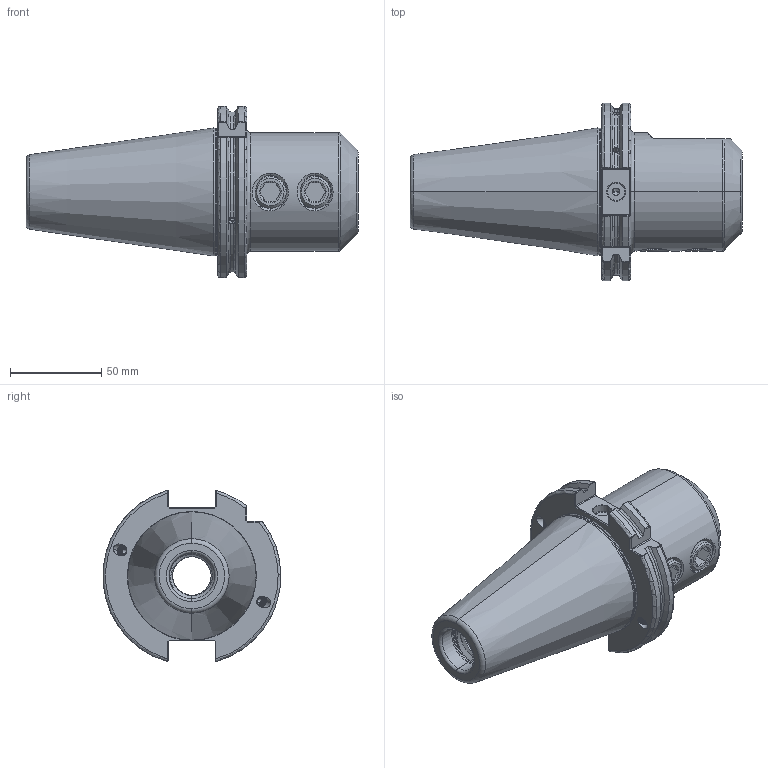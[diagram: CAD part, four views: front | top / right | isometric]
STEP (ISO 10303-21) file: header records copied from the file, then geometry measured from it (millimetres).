
FILE_DESCRIPTION (( 'STEP AP203' ), '1' );
FILE_NAME ('503.04.25.K.STEP', '2016-11-25T08:32:16', ( '' ), ( '' ), 'SwSTEP 2.0', 'SolidWorks 2012', '' );
FILE_SCHEMA (( 'CONFIG_CONTROL_DESIGN' ));
Length unit declared in the file: millimetre
Products named in the file (4): 2-02511022U1_d24.7x3.5(側固出水25); 503.04.25.K; 側固18_M18x2_20L
Assembly tree (4 placements, depth 2):
  503.04.25.K
    503.04.25.K
    2-02511022U1_d24.7x3.5(側固出水25)
    側固18_M18x2_20L  x2
Bounding box: 181.75 x 97.33 x 93.81 mm (x, y, z)
Volume: 470590.1 mm3; surface area: 72710.8 mm2
Topology: 4 solids, 4 shells, 476 faces, 1307 edges, 827 vertices
Faces by surface type: cylinder 209, plane 103, torus 60, bspline 54, cone 50
Entity records: 41356 total; most frequent: CARTESIAN_POINT 31230, ORIENTED_EDGE 2374, DIRECTION 1642, EDGE_CURVE 1187, VERTEX_POINT 760, AXIS2_PLACEMENT_3D 647, EDGE_LOOP 457, FACE_OUTER_BOUND 437
